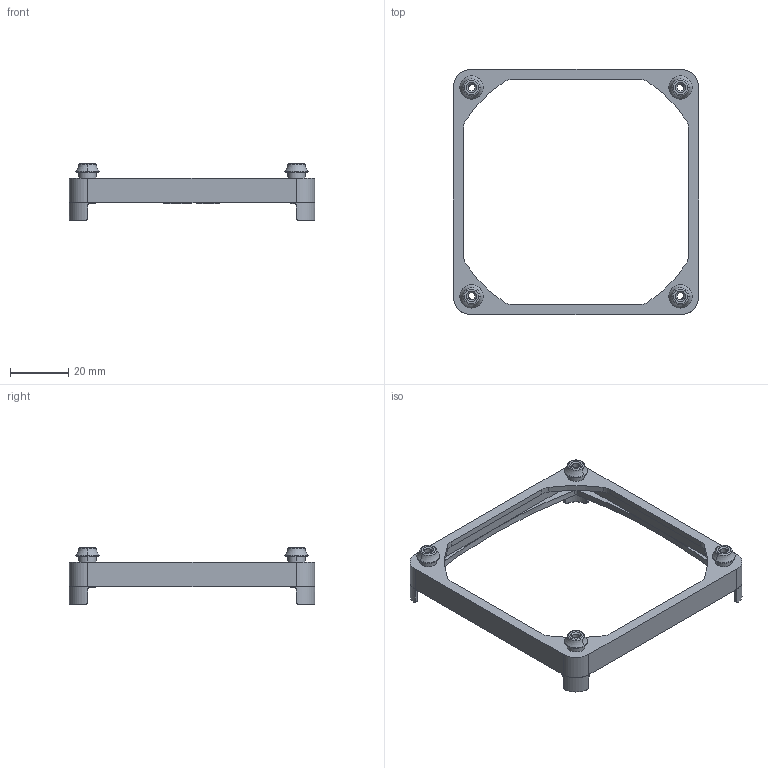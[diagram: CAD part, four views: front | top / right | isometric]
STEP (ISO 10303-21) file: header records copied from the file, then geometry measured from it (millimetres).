
FILE_DESCRIPTION((''),'2;1');
FILE_NAME('LM-80-40-20 ov.stp','2005-06-20T10:34:34',(''),(''),'Mechanical Desktop.R8.0.24.0','Mechanical Desktop.R8.0.24.0',', , ');
FILE_SCHEMA(('CONFIG_CONTROL_DESIGN'));
Length unit declared in the file: millimetre
Products named in the file (2): LM-80-40-20 OVA; LM-80-40-20 OV
Assembly tree (1 placements, depth 2):
  LM-80-40-20 OVA
    LM-80-40-20 OV
Bounding box: 84 x 84 x 19.5 mm (x, y, z)
Volume: 8565.8 mm3; surface area: 10183.6 mm2
Topology: 1 solids, 1 shells, 1299 faces, 3630 edges, 2387 vertices
Faces by surface type: bspline 827, plane 297, cylinder 115, torus 36, sphere 16, cone 8
Entity records: 46887 total; most frequent: CARTESIAN_POINT 19040, ORIENTED_EDGE 7212, EDGE_CURVE 3606, DIRECTION 3204, VERTEX_POINT 2379, B_SPLINE_CURVE_WITH_KNOTS 1692, VECTOR 1572, LINE 1572
